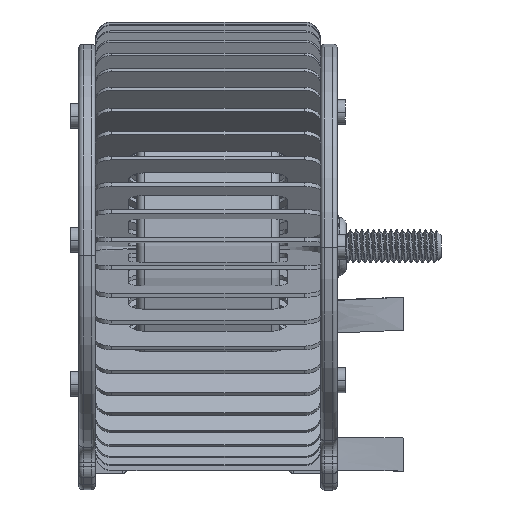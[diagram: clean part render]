
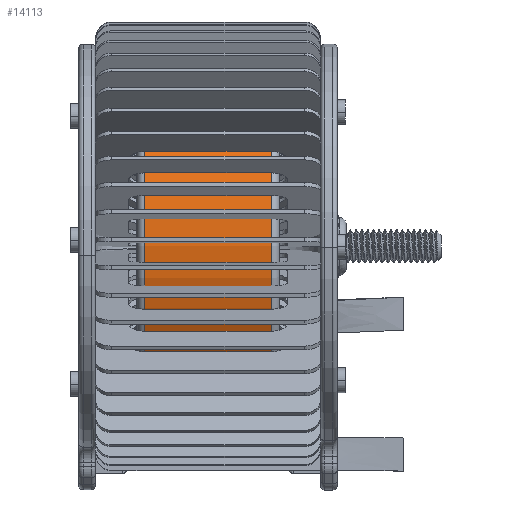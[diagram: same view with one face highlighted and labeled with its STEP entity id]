
A CAD part, left-side view. The second image highlights one B-rep face of the part: STEP entity #14113.
In plain terms, the highlighted cylindrical face has radius 21.92 mm (diameter 43.84 mm), a partial arc.
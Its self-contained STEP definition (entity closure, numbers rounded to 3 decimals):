
#11585 = DIRECTION ( 'NONE',  ( 0., 1., 0. ) ) ;
#12622 = LINE ( 'NONE', #54284, #22981 ) ;
#13001 = DIRECTION ( 'NONE',  ( 0., 0., -1. ) ) ;
#14113 = ADVANCED_FACE ( 'NONE', ( #18410 ), #72386, .T. ) ;
#14501 = CARTESIAN_POINT ( 'NONE',  ( 0., 1., 21.92 ) ) ;
#16998 = CARTESIAN_POINT ( 'NONE',  ( 0., 1., 0. ) ) ;
#18410 = FACE_OUTER_BOUND ( 'NONE', #30578, .T. ) ;
#18620 = EDGE_CURVE ( 'NONE', #38828, #50379, #12622, .T. ) ;
#21392 = CARTESIAN_POINT ( 'NONE',  ( 0., 16.27, 21.92 ) ) ;
#21568 = DIRECTION ( 'NONE',  ( 0., 0., 1. ) ) ;
#22291 = VECTOR ( 'NONE', #68429, 1000. ) ;
#22981 = VECTOR ( 'NONE', #47728, 1000. ) ;
#23407 = EDGE_CURVE ( 'NONE', #75212, #50379, #29717, .T. ) ;
#24179 = ORIENTED_EDGE ( 'NONE', *, *, #37069, .T. ) ;
#24585 = CARTESIAN_POINT ( 'NONE',  ( 0., 17.27, 0. ) ) ;
#24856 = CARTESIAN_POINT ( 'NONE',  ( 0., 16.27, -21.92 ) ) ;
#29717 = CIRCLE ( 'NONE', #67898, 21.92 ) ;
#30578 = EDGE_LOOP ( 'NONE', ( #75375, #24179, #74541, #46294 ) ) ;
#33146 = CARTESIAN_POINT ( 'NONE',  ( 0., 16.27, 0. ) ) ;
#33528 = EDGE_CURVE ( 'NONE', #69724, #75212, #44533, .T. ) ;
#37069 = EDGE_CURVE ( 'NONE', #38828, #69724, #65831, .T. ) ;
#38828 = VERTEX_POINT ( 'NONE', #21392 ) ;
#44533 = LINE ( 'NONE', #68047, #22291 ) ;
#44742 = DIRECTION ( 'NONE',  ( 0., -1., 0. ) ) ;
#46294 = ORIENTED_EDGE ( 'NONE', *, *, #23407, .T. ) ;
#47728 = DIRECTION ( 'NONE',  ( 0., -1., 0. ) ) ;
#50379 = VERTEX_POINT ( 'NONE', #14501 ) ;
#54284 = CARTESIAN_POINT ( 'NONE',  ( 0., 17.27, 21.92 ) ) ;
#54804 = AXIS2_PLACEMENT_3D ( 'NONE', #33146, #44742, #21568 ) ;
#59177 = AXIS2_PLACEMENT_3D ( 'NONE', #24585, #59710, #13001 ) ;
#59710 = DIRECTION ( 'NONE',  ( 0., -1., 0. ) ) ;
#65831 = CIRCLE ( 'NONE', #54804, 21.92 ) ;
#67898 = AXIS2_PLACEMENT_3D ( 'NONE', #16998, #11585, #70968 ) ;
#68047 = CARTESIAN_POINT ( 'NONE',  ( 0., 17.27, -21.92 ) ) ;
#68429 = DIRECTION ( 'NONE',  ( 0., -1., 0. ) ) ;
#69724 = VERTEX_POINT ( 'NONE', #24856 ) ;
#70968 = DIRECTION ( 'NONE',  ( 0., 0., 1. ) ) ;
#72234 = CARTESIAN_POINT ( 'NONE',  ( 0., 1., -21.92 ) ) ;
#72386 = CYLINDRICAL_SURFACE ( 'NONE', #59177, 21.92 ) ;
#74541 = ORIENTED_EDGE ( 'NONE', *, *, #33528, .T. ) ;
#75212 = VERTEX_POINT ( 'NONE', #72234 ) ;
#75375 = ORIENTED_EDGE ( 'NONE', *, *, #18620, .F. ) ;
